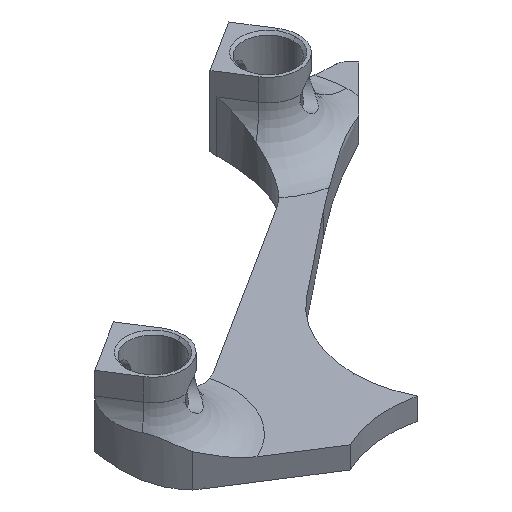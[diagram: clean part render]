
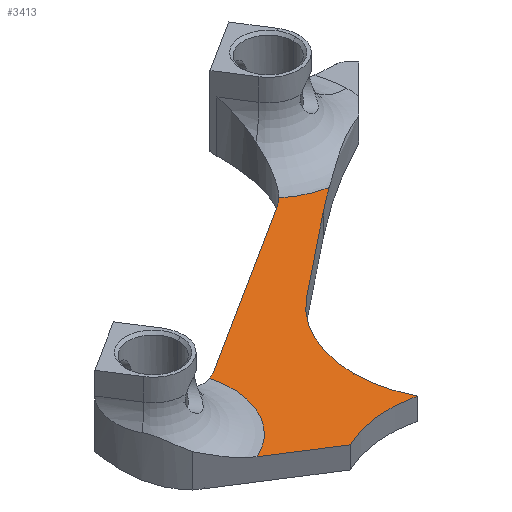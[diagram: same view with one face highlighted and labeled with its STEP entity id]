
A CAD part, isometric view. The second image highlights one B-rep face of the part: STEP entity #3413.
In plain terms, the highlighted planar face has unit normal (0, 0, 1).
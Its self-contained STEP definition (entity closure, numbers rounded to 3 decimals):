
#102 = LINE ( 'NONE', #4222, #2601 ) ;
#129 = EDGE_CURVE ( 'NONE', #4236, #3131, #3117, .T. ) ;
#131 = CARTESIAN_POINT ( 'NONE',  ( -5.52, 48.803, -2.5 ) ) ;
#154 = DIRECTION ( 'NONE',  ( 0., 0., -1. ) ) ;
#177 = CARTESIAN_POINT ( 'NONE',  ( 24.474, 80.685, -2.5 ) ) ;
#229 = CARTESIAN_POINT ( 'NONE',  ( -5.194, 54.669, -2.5 ) ) ;
#339 = VERTEX_POINT ( 'NONE', #4111 ) ;
#366 = AXIS2_PLACEMENT_3D ( 'NONE', #1107, #2558, #2657 ) ;
#398 = EDGE_CURVE ( 'NONE', #4237, #4560, #3990, .T. ) ;
#435 = EDGE_LOOP ( 'NONE', ( #3478, #2587, #2436, #2663, #3032, #951, #1650, #3726, #1860, #675, #4129 ) ) ;
#552 = VECTOR ( 'NONE', #3656, 1000. ) ;
#675 = ORIENTED_EDGE ( 'NONE', *, *, #4569, .T. ) ;
#685 = CIRCLE ( 'NONE', #1394, 22.764 ) ;
#699 = CARTESIAN_POINT ( 'NONE',  ( -20.544, 44.891, -2.5 ) ) ;
#770 = AXIS2_PLACEMENT_3D ( 'NONE', #2554, #2529, #2266 ) ;
#951 = ORIENTED_EDGE ( 'NONE', *, *, #4444, .T. ) ;
#964 = CARTESIAN_POINT ( 'NONE',  ( 38.869, 69.56, -2.5 ) ) ;
#973 = AXIS2_PLACEMENT_3D ( 'NONE', #699, #3295, #4427 ) ;
#993 = DIRECTION ( 'NONE',  ( -1., 0., 0. ) ) ;
#1063 = EDGE_CURVE ( 'NONE', #4236, #339, #3568, .T. ) ;
#1107 = CARTESIAN_POINT ( 'NONE',  ( 42.035, 84.758, -2.5 ) ) ;
#1183 = VERTEX_POINT ( 'NONE', #4667 ) ;
#1294 = EDGE_CURVE ( 'NONE', #3774, #2709, #3533, .T. ) ;
#1333 = EDGE_CURVE ( 'NONE', #4788, #3774, #685, .T. ) ;
#1394 = AXIS2_PLACEMENT_3D ( 'NONE', #2549, #4774, #1493 ) ;
#1493 = DIRECTION ( 'NONE',  ( -1., 0., 0. ) ) ;
#1564 = CIRCLE ( 'NONE', #2274, 22.225 ) ;
#1650 = ORIENTED_EDGE ( 'NONE', *, *, #4847, .F. ) ;
#1668 = CARTESIAN_POINT ( 'NONE',  ( -9.43, 59.085, -2.5 ) ) ;
#1751 = DIRECTION ( 'NONE',  ( 0.844, -0.536, 0. ) ) ;
#1860 = ORIENTED_EDGE ( 'NONE', *, *, #129, .T. ) ;
#1873 = AXIS2_PLACEMENT_3D ( 'NONE', #229, #3594, #3962 ) ;
#1892 = CARTESIAN_POINT ( 'NONE',  ( 9.519, 35.442, -2.5 ) ) ;
#1913 = AXIS2_PLACEMENT_3D ( 'NONE', #1668, #4704, #3174 ) ;
#1960 = DIRECTION ( 'NONE',  ( -1., 0., 0. ) ) ;
#2132 = PLANE ( 'NONE',  #1873 ) ;
#2266 = DIRECTION ( 'NONE',  ( -1., 0., 0. ) ) ;
#2274 = AXIS2_PLACEMENT_3D ( 'NONE', #2640, #2278, #3436 ) ;
#2278 = DIRECTION ( 'NONE',  ( 0., 0., 1. ) ) ;
#2291 = VERTEX_POINT ( 'NONE', #3280 ) ;
#2299 = CIRCLE ( 'NONE', #2518, 11. ) ;
#2388 = EDGE_CURVE ( 'NONE', #4788, #1183, #1564, .T. ) ;
#2436 = ORIENTED_EDGE ( 'NONE', *, *, #4631, .F. ) ;
#2440 = FACE_OUTER_BOUND ( 'NONE', #435, .T. ) ;
#2488 = CARTESIAN_POINT ( 'NONE',  ( -153056.645, 97249.013, -2.5 ) ) ;
#2518 = AXIS2_PLACEMENT_3D ( 'NONE', #177, #154, #1960 ) ;
#2529 = DIRECTION ( 'NONE',  ( 0., 0., -1. ) ) ;
#2549 = CARTESIAN_POINT ( 'NONE',  ( 32.282, 35.442, -2.5 ) ) ;
#2554 = CARTESIAN_POINT ( 'NONE',  ( 108.621, -28.086, -2.5 ) ) ;
#2558 = DIRECTION ( 'NONE',  ( 0., 0., 1. ) ) ;
#2587 = ORIENTED_EDGE ( 'NONE', *, *, #1294, .T. ) ;
#2601 = VECTOR ( 'NONE', #2745, 1000. ) ;
#2640 = CARTESIAN_POINT ( 'NONE',  ( 6.833, 3.632, -2.5 ) ) ;
#2657 = DIRECTION ( 'NONE',  ( -0.843, -0.537, 0. ) ) ;
#2663 = ORIENTED_EDGE ( 'NONE', *, *, #3598, .T. ) ;
#2685 = VECTOR ( 'NONE', #1751, 1000. ) ;
#2709 = VERTEX_POINT ( 'NONE', #2859 ) ;
#2745 = DIRECTION ( 'NONE',  ( 0.843, 0.537, 0. ) ) ;
#2835 = CARTESIAN_POINT ( 'NONE',  ( -387056.186, -307747.95, -2.5 ) ) ;
#2859 = CARTESIAN_POINT ( 'NONE',  ( 18.114, 53.258, -2.5 ) ) ;
#2911 = LINE ( 'NONE', #2835, #552 ) ;
#2971 = VERTEX_POINT ( 'NONE', #3270 ) ;
#3032 = ORIENTED_EDGE ( 'NONE', *, *, #398, .F. ) ;
#3117 = CIRCLE ( 'NONE', #973, 15.525 ) ;
#3131 = VERTEX_POINT ( 'NONE', #3209 ) ;
#3174 = DIRECTION ( 'NONE',  ( 1., 0., 0. ) ) ;
#3209 = CARTESIAN_POINT ( 'NONE',  ( -14.224, 30.71, -2.5 ) ) ;
#3270 = CARTESIAN_POINT ( 'NONE',  ( 30.384, 71.407, -2.5 ) ) ;
#3280 = CARTESIAN_POINT ( 'NONE',  ( 33.933, 65.837, -2.5 ) ) ;
#3295 = DIRECTION ( 'NONE',  ( 0., 0., -1. ) ) ;
#3413 = ADVANCED_FACE ( 'NONE', ( #2440 ), #2132, .F. ) ;
#3436 = DIRECTION ( 'NONE',  ( 1., 0., 0. ) ) ;
#3478 = ORIENTED_EDGE ( 'NONE', *, *, #1333, .T. ) ;
#3533 = CIRCLE ( 'NONE', #4791, 22.764 ) ;
#3568 = CIRCLE ( 'NONE', #1913, 11. ) ;
#3594 = DIRECTION ( 'NONE',  ( 0., 0., -1. ) ) ;
#3598 = EDGE_CURVE ( 'NONE', #2291, #4560, #4388, .T. ) ;
#3656 = DIRECTION ( 'NONE',  ( -0.783, -0.622, 0. ) ) ;
#3726 = ORIENTED_EDGE ( 'NONE', *, *, #1063, .F. ) ;
#3774 = VERTEX_POINT ( 'NONE', #1892 ) ;
#3885 = CARTESIAN_POINT ( 'NONE',  ( 11.919, 25.267, -2.5 ) ) ;
#3962 = DIRECTION ( 'NONE',  ( -1., 0., 0. ) ) ;
#3990 = CIRCLE ( 'NONE', #366, 15.525 ) ;
#4111 = CARTESIAN_POINT ( 'NONE',  ( -3.52, 49.808, -2.5 ) ) ;
#4129 = ORIENTED_EDGE ( 'NONE', *, *, #2388, .F. ) ;
#4222 = CARTESIAN_POINT ( 'NONE',  ( -416627.124, -265368.7, -2.5 ) ) ;
#4236 = VERTEX_POINT ( 'NONE', #131 ) ;
#4237 = VERTEX_POINT ( 'NONE', #4254 ) ;
#4243 = CARTESIAN_POINT ( 'NONE',  ( 32.282, 35.442, -2.5 ) ) ;
#4254 = CARTESIAN_POINT ( 'NONE',  ( 32.14, 72.796, -2.5 ) ) ;
#4363 = LINE ( 'NONE', #2488, #2685 ) ;
#4388 = CIRCLE ( 'NONE', #770, 120. ) ;
#4427 = DIRECTION ( 'NONE',  ( 0.843, 0.537, 0. ) ) ;
#4444 = EDGE_CURVE ( 'NONE', #4237, #2971, #2299, .T. ) ;
#4560 = VERTEX_POINT ( 'NONE', #964 ) ;
#4569 = EDGE_CURVE ( 'NONE', #3131, #1183, #4363, .T. ) ;
#4631 = EDGE_CURVE ( 'NONE', #2291, #2709, #2911, .T. ) ;
#4642 = DIRECTION ( 'NONE',  ( 0., 0., -1. ) ) ;
#4667 = CARTESIAN_POINT ( 'NONE',  ( -2.985, 23.571, -2.5 ) ) ;
#4704 = DIRECTION ( 'NONE',  ( 0., 0., 1. ) ) ;
#4774 = DIRECTION ( 'NONE',  ( 0., 0., -1. ) ) ;
#4788 = VERTEX_POINT ( 'NONE', #3885 ) ;
#4791 = AXIS2_PLACEMENT_3D ( 'NONE', #4243, #4642, #993 ) ;
#4847 = EDGE_CURVE ( 'NONE', #339, #2971, #102, .T. ) ;
